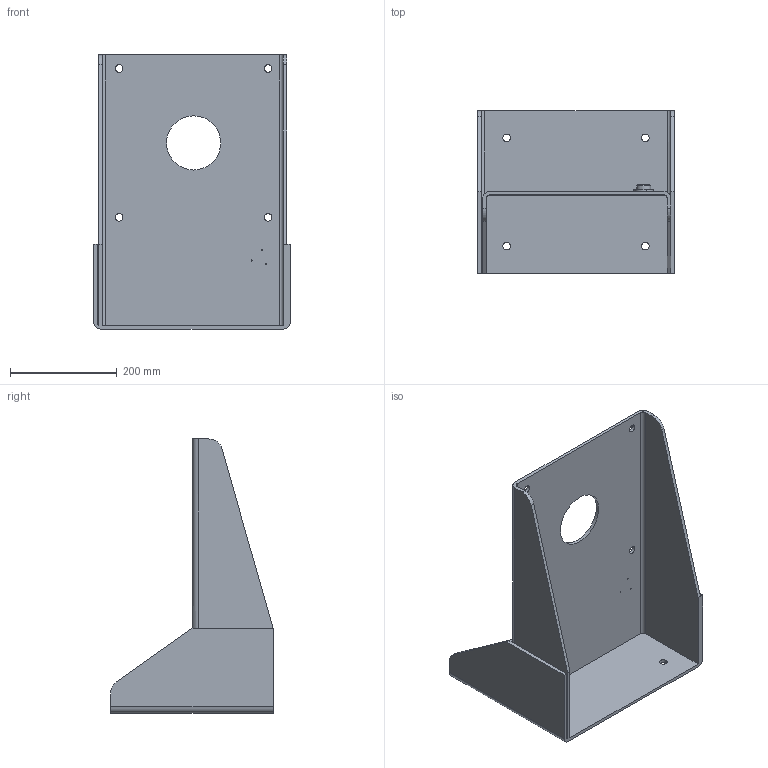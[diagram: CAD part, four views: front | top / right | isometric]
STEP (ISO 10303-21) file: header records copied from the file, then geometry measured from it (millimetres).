
FILE_DESCRIPTION((''),'2;1');
FILE_NAME('SHD SHELF BRACKET.stp','2013-10-10T15:30:22',('msmith'),(''),'Autodesk Inventor 2013','Autodesk Inventor 2013','');
FILE_SCHEMA(('AUTOMOTIVE_DESIGN { 1 0 10303 214 1 1 1 1 }'));
Length unit declared in the file: inch
Products named in the file (1): SHD SHELF BRACKET
Bounding box: 368.3 x 304.8 x 514.35 mm (x, y, z)
Volume: 2951942.1 mm3; surface area: 907490.7 mm2
Topology: 1 solids, 1 shells, 59 faces, 164 edges, 113 vertices
Faces by surface type: cylinder 30, plane 28, torus 1
Full cylindrical faces by diameter (mm): 2.159 x3, 3.048 x3, 8.001 x1, 14.288 x8, 26.67 x1, 36.525 x1, 101.6 x1
Entity records: 1873 total; most frequent: DIRECTION 309, CARTESIAN_POINT 306, ORIENTED_EDGE 262, EDGE_CURVE 131, AXIS2_PLACEMENT_3D 120, EDGE_LOOP 108, VERTEX_POINT 99, VECTOR 69
